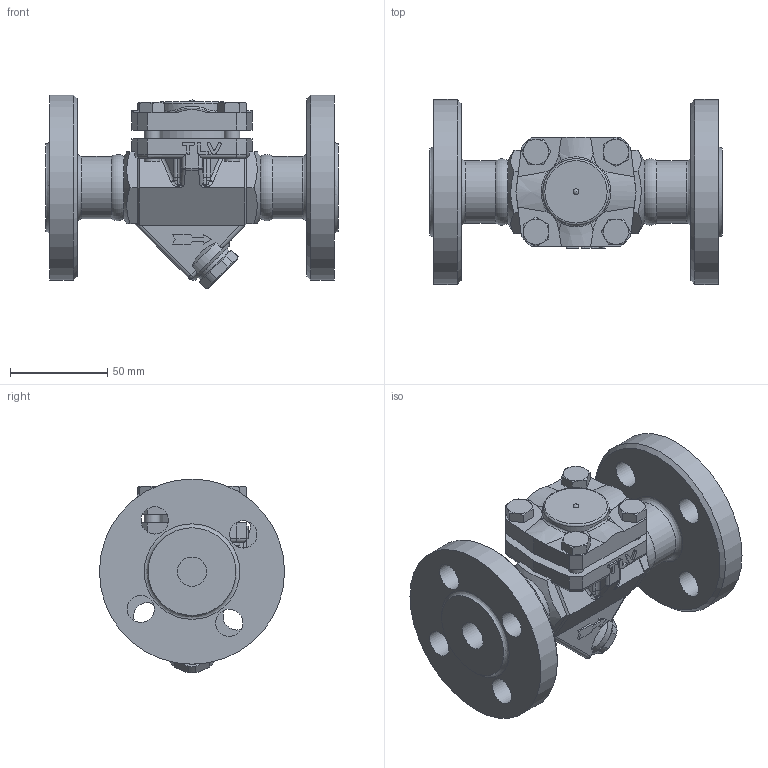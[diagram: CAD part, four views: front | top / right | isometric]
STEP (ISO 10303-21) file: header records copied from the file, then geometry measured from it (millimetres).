
FILE_DESCRIPTION((''),'2;1');
FILE_NAME('l32s0-015-e0025-00.stp','2010-01-18T13:13:40',('nakaot'),(''),'Autodesk Inventor 2008','Autodesk Inventor 2008','');
FILE_SCHEMA(('AUTOMOTIVE_DESIGN { 1 0 10303 214 1 1 1 1 }'));
Length unit declared in the file: millimetre
Products named in the file (1): l32s0-015-e0025-00
Bounding box: 150 x 95 x 99.5 mm (x, y, z)
Volume: 405675.8 mm3; surface area: 70070.6 mm2
Topology: 1 solids, 1 shells, 363 faces, 901 edges, 557 vertices
Faces by surface type: plane 171, cylinder 82, bspline 65, cone 33, sphere 9, torus 3
Full cylindrical faces by diameter (mm): 8 x8, 15 x2, 21 x1, 32 x2, 34 x1, 45.8 x1, 95 x2
Entity records: 12299 total; most frequent: CARTESIAN_POINT 4305, ORIENTED_EDGE 1672, DIRECTION 1575, EDGE_CURVE 836, AXIS2_PLACEMENT_3D 588, VERTEX_POINT 538, EDGE_LOOP 450, VECTOR 399
